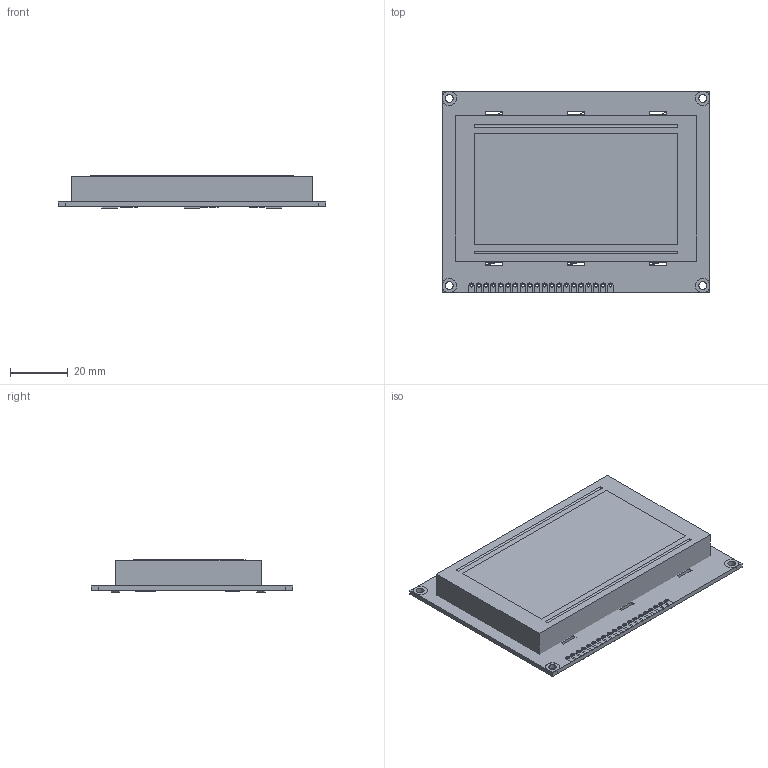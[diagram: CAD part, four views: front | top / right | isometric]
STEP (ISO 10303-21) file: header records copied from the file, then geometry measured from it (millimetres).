
FILE_DESCRIPTION(('FreeCAD Model'),'2;1');
FILE_NAME('Waveshare_LCD12864-ST.step','2020-04-18T18:09:27',('Author'),(''), 'Open CASCADE STEP processor 7.3','FreeCAD','Unknown');
FILE_SCHEMA(('AUTOMOTIVE_DESIGN { 1 0 10303 214 1 1 1 1 }'));
Length unit declared in the file: millimetre
Products named in the file (4): BACK_CURVE_CONTACTS; DRILLED_PCB; Groveed_Panel; LCD
Bounding box: 93 x 70 x 11.11 mm (x, y, z)
Surface area: 32967.4 mm2
Topology: 9 solids, 9 shells, 385 faces, 921 edges, 602 vertices
Faces by surface type: plane 308, cylinder 74, sphere 3
Full cylindrical faces by diameter (mm): 1 x20, 2.7 x4, 5 x8
Entity records: 25195 total; most frequent: CARTESIAN_POINT 4394, DIRECTION 3240, LINE 2013, VECTOR 2013, ORIENTED_EDGE 1836, PCURVE 1836, DEFINITIONAL_REPRESENTATION 1836, EDGE_CURVE 918
